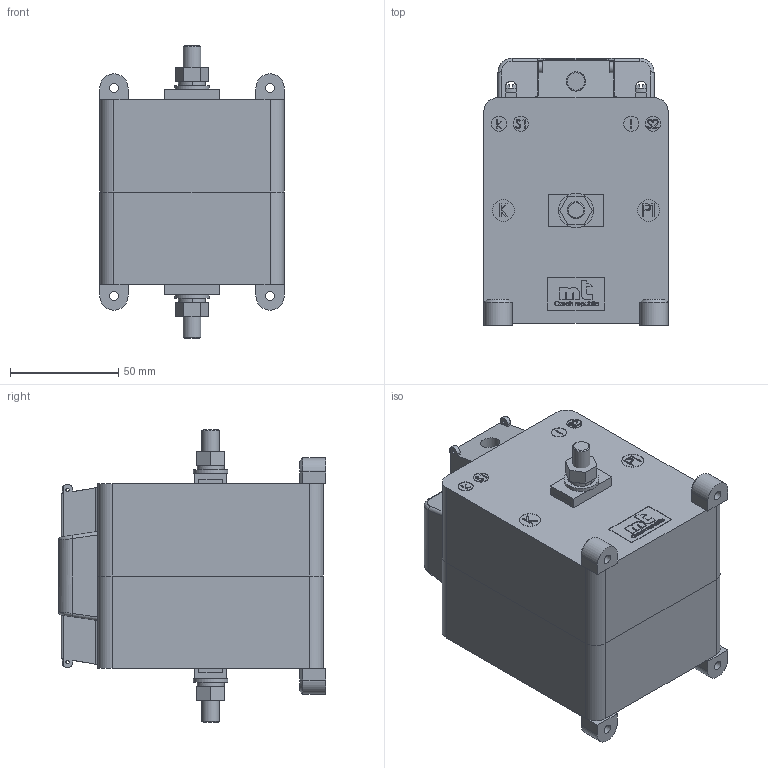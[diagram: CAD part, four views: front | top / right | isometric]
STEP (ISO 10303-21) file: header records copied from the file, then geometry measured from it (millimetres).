
FILE_DESCRIPTION(/* description */ (''),/* implementation_level */ '2;1');
FILE_NAME(/* name */ 'CLA 1.3 S.step',/* time_stamp */ '2024-10-22T17:44:24+02:00',/* author */ ('peter'),/* organization */ (''),/* preprocessor_version */ 'ST-DEVELOPER v20',/* originating_system */ 'Autodesk Inventor 2025',/* authorisation */ '');
FILE_SCHEMA (('AUTOMOTIVE_DESIGN { 1 0 10303 214 3 1 1 }'));
Products named in the file (14): Current transformer CLA 1.3 S; Front plastic case CLA 1.3; Back plastic case CLA 1.3; Type label CLA 1.3 S; Secondary terminal cover CLA; Plastic mounting foot; Secondary terminal; Screw M5x8; Rivet 60; Primary terminal CLA 1.x S; Flat washer D8; Spring washer D8; Nut M8; Screw M8
Assembly tree (25 placements, depth 2):
  Current transformer CLA 1.3 S
    Front plastic case CLA 1.3
    Back plastic case CLA 1.3
    Type label CLA 1.3 S
    Secondary terminal cover CLA
    Plastic mounting foot  x4
    Secondary terminal  x2
    Screw M5x8  x2
    Rivet 60  x3
    Primary terminal CLA 1.x S  x2
    Flat washer D8  x2
    Spring washer D8  x2
    Nut M8  x2
    Screw M8  x2
Bounding box: 85 x 123.2 x 135 mm (x, y, z)
Volume: 795660.4 mm3; surface area: 111149.1 mm2
Topology: 25 solids, 28 shells, 1241 faces, 3204 edges, 2122 vertices
Faces by surface type: plane 730, bspline 308, cylinder 163, cone 30, torus 6, sphere 4
Full cylindrical faces by diameter (mm): 1.5 x4, 2.4 x3, 3.5 x2, 4 x3, 4.2 x12, 5 x5, 6.5 x2, 7 x8, 8 x14, 8.4 x2, 9 x6, 10 x6, 16 x2
Entity records: 47472 total; most frequent: CARTESIAN_POINT 22633, ORIENTED_EDGE 5490, DIRECTION 3971, EDGE_CURVE 2745, LINE 1847, VECTOR 1847, VERTEX_POINT 1822, EDGE_LOOP 1175
